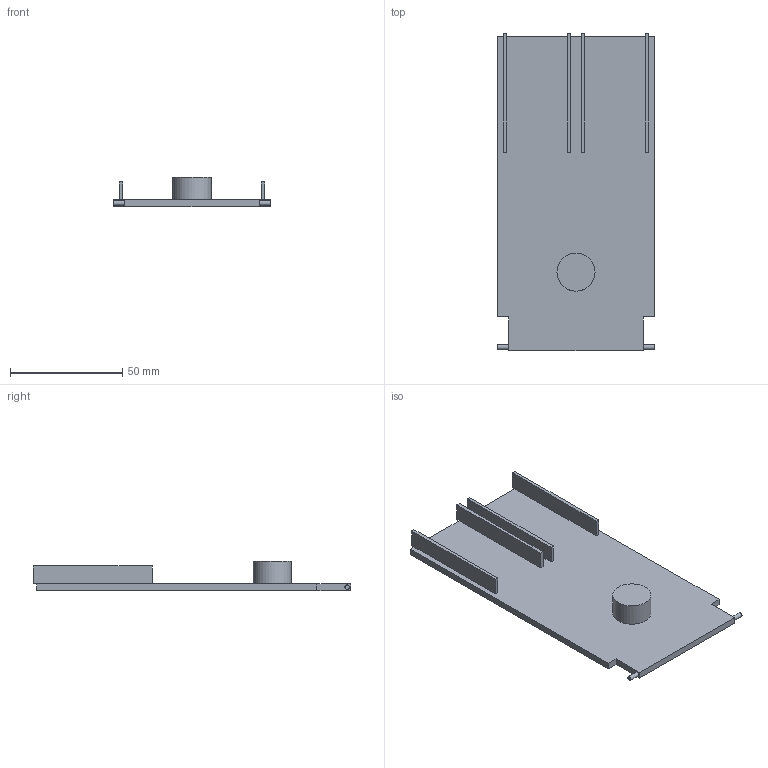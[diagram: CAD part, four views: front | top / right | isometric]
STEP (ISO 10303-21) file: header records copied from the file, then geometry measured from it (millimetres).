
FILE_DESCRIPTION(/* description */ (''),/* implementation_level */ '2;1');
FILE_NAME(/* name */ 'base_1.stp',/* time_stamp */ '2020-03-15T11:00:52+08:00',/* author */ ('Pulag'),/* organization */ (''),/* preprocessor_version */ 'ST-DEVELOPER v17',/* originating_system */ 'Autodesk Inventor 2019',/* authorisation */ '');
FILE_SCHEMA (('AUTOMOTIVE_DESIGN { 1 0 10303 214 3 1 1 }'));
Length unit declared in the file: millimetre
Products named in the file (1): base_1
Bounding box: 70.01 x 141.5 x 13 mm (x, y, z)
Volume: 33795.6 mm3; surface area: 24663.1 mm2
Topology: 1 solids, 1 shells, 40 faces, 97 edges, 62 vertices
Faces by surface type: plane 37, cylinder 3
Full cylindrical faces by diameter (mm): 2 x2, 17 x1
Entity records: 1182 total; most frequent: CARTESIAN_POINT 200, ORIENTED_EDGE 194, DIRECTION 185, EDGE_CURVE 97, LINE 91, VECTOR 91, VERTEX_POINT 62, AXIS2_PLACEMENT_3D 47
